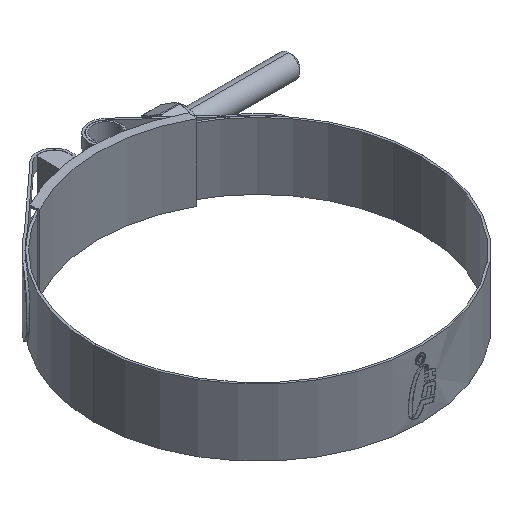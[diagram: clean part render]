
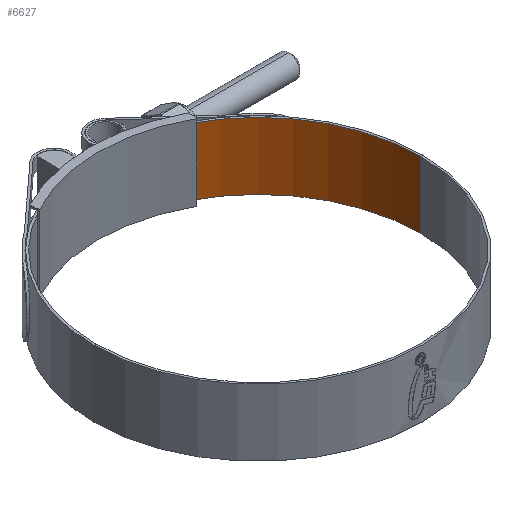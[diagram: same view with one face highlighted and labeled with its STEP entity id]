
A CAD part, isometric view. The second image highlights one B-rep face of the part: STEP entity #6627.
In plain terms, the highlighted cylindrical face has radius 47 mm (diameter 94 mm), a partial arc.
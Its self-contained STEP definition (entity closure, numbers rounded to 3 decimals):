
#418 = CARTESIAN_POINT ( 'NONE',  ( 0., 0., 9.65 ) ) ;
#739 = CARTESIAN_POINT ( 'NONE',  ( 0., 0., 9.65 ) ) ;
#947 = VERTEX_POINT ( 'NONE', #11278 ) ;
#1522 = ORIENTED_EDGE ( 'NONE', *, *, #3979, .F. ) ;
#2008 = CARTESIAN_POINT ( 'NONE',  ( 47., 0., 9.65 ) ) ;
#2029 = VECTOR ( 'NONE', #9002, 1000. ) ;
#2207 = LINE ( 'NONE', #4543, #2029 ) ;
#2538 = ORIENTED_EDGE ( 'NONE', *, *, #11536, .T. ) ;
#2985 = DIRECTION ( 'NONE',  ( 0., 0., -1. ) ) ;
#3087 = FACE_OUTER_BOUND ( 'NONE', #10574, .T. ) ;
#3414 = VERTEX_POINT ( 'NONE', #10135 ) ;
#3765 = VERTEX_POINT ( 'NONE', #11678 ) ;
#3979 = EDGE_CURVE ( 'NONE', #10734, #3765, #11964, .T. ) ;
#4254 = VECTOR ( 'NONE', #6467, 1000. ) ;
#4442 = EDGE_CURVE ( 'NONE', #3765, #3414, #11891, .T. ) ;
#4543 = CARTESIAN_POINT ( 'NONE',  ( 6.779, 46.509, 9.65 ) ) ;
#5425 = AXIS2_PLACEMENT_3D ( 'NONE', #739, #2985, #11716 ) ;
#6053 = ORIENTED_EDGE ( 'NONE', *, *, #4442, .F. ) ;
#6467 = DIRECTION ( 'NONE',  ( 0., 0., -1. ) ) ;
#6627 = ADVANCED_FACE ( 'NONE', ( #3087 ), #10438, .F. ) ;
#6705 = CIRCLE ( 'NONE', #10454, 47. ) ;
#8277 = CARTESIAN_POINT ( 'NONE',  ( 6.779, 46.509, 9.65 ) ) ;
#8331 = DIRECTION ( 'NONE',  ( 0., 0., -1. ) ) ;
#8478 = DIRECTION ( 'NONE',  ( -1., 0., 0. ) ) ;
#9002 = DIRECTION ( 'NONE',  ( 0., 0., -1. ) ) ;
#9485 = AXIS2_PLACEMENT_3D ( 'NONE', #418, #12249, #12394 ) ;
#9969 = EDGE_CURVE ( 'NONE', #10734, #947, #2207, .T. ) ;
#10135 = CARTESIAN_POINT ( 'NONE',  ( 47., 0., -9.65 ) ) ;
#10438 = CYLINDRICAL_SURFACE ( 'NONE', #9485, 47. ) ;
#10454 = AXIS2_PLACEMENT_3D ( 'NONE', #13025, #8331, #8478 ) ;
#10574 = EDGE_LOOP ( 'NONE', ( #6053, #1522, #13546, #2538 ) ) ;
#10734 = VERTEX_POINT ( 'NONE', #8277 ) ;
#11278 = CARTESIAN_POINT ( 'NONE',  ( 6.779, 46.509, -9.65 ) ) ;
#11536 = EDGE_CURVE ( 'NONE', #947, #3414, #6705, .T. ) ;
#11678 = CARTESIAN_POINT ( 'NONE',  ( 47., 0., 9.65 ) ) ;
#11716 = DIRECTION ( 'NONE',  ( -1., 0., 0. ) ) ;
#11891 = LINE ( 'NONE', #2008, #4254 ) ;
#11964 = CIRCLE ( 'NONE', #5425, 47. ) ;
#12249 = DIRECTION ( 'NONE',  ( 0., 0., -1. ) ) ;
#12394 = DIRECTION ( 'NONE',  ( -1., 0., 0. ) ) ;
#13025 = CARTESIAN_POINT ( 'NONE',  ( 0., 0., -9.65 ) ) ;
#13546 = ORIENTED_EDGE ( 'NONE', *, *, #9969, .T. ) ;
